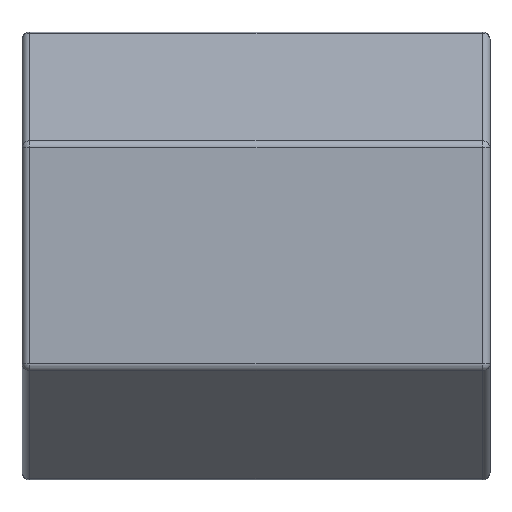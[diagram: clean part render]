
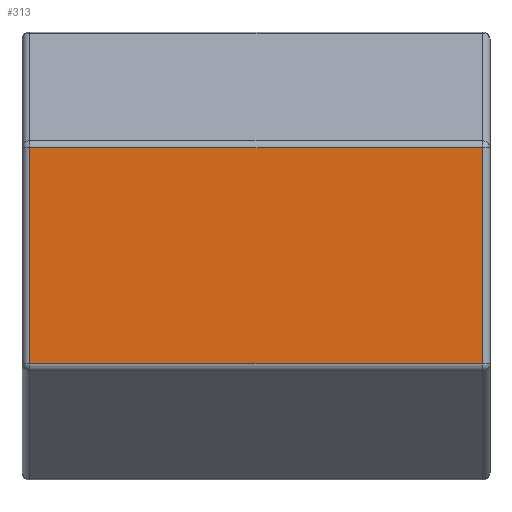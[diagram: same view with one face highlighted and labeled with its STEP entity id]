
A CAD part, top view. The second image highlights one B-rep face of the part: STEP entity #313.
In plain terms, the highlighted planar face has unit normal (0, 0, 1).
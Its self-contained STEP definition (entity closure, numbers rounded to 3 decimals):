
#43 = LINE ( 'NONE', #529, #512 ) ;
#81 = CARTESIAN_POINT ( 'NONE',  ( 6., 1.443, 2.5 ) ) ;
#163 = EDGE_CURVE ( 'NONE', #334, #950, #43, .T. ) ;
#200 = VECTOR ( 'NONE', #832, 1000. ) ;
#209 = CARTESIAN_POINT ( 'NONE',  ( 0.1, 1.386, 2.5 ) ) ;
#256 = CARTESIAN_POINT ( 'NONE',  ( 5.9, -1.386, 2.5 ) ) ;
#296 = ORIENTED_EDGE ( 'NONE', *, *, #554, .T. ) ;
#313 = ADVANCED_FACE ( 'NONE', ( #1204 ), #1038, .F. ) ;
#334 = VERTEX_POINT ( 'NONE', #256 ) ;
#512 = VECTOR ( 'NONE', #591, 1000. ) ;
#528 = ORIENTED_EDGE ( 'NONE', *, *, #163, .T. ) ;
#529 = CARTESIAN_POINT ( 'NONE',  ( 5.9, 1.443, 2.5 ) ) ;
#554 = EDGE_CURVE ( 'NONE', #705, #334, #1229, .T. ) ;
#591 = DIRECTION ( 'NONE',  ( 0., 1., 0. ) ) ;
#593 = CARTESIAN_POINT ( 'NONE',  ( 6., 1.386, 2.5 ) ) ;
#620 = EDGE_LOOP ( 'NONE', ( #876, #296, #528, #828 ) ) ;
#698 = DIRECTION ( 'NONE',  ( 0., 0., -1. ) ) ;
#704 = LINE ( 'NONE', #593, #1159 ) ;
#705 = VERTEX_POINT ( 'NONE', #1236 ) ;
#719 = DIRECTION ( 'NONE',  ( -1., 0., 0. ) ) ;
#769 = LINE ( 'NONE', #806, #1193 ) ;
#806 = CARTESIAN_POINT ( 'NONE',  ( 0.1, 1.443, 2.5 ) ) ;
#828 = ORIENTED_EDGE ( 'NONE', *, *, #1219, .T. ) ;
#832 = DIRECTION ( 'NONE',  ( 1., 0., 0. ) ) ;
#876 = ORIENTED_EDGE ( 'NONE', *, *, #1162, .T. ) ;
#916 = DIRECTION ( 'NONE',  ( 0., -1., 0. ) ) ;
#923 = VERTEX_POINT ( 'NONE', #209 ) ;
#950 = VERTEX_POINT ( 'NONE', #982 ) ;
#982 = CARTESIAN_POINT ( 'NONE',  ( 5.9, 1.386, 2.5 ) ) ;
#1036 = DIRECTION ( 'NONE',  ( -1., 0., 0. ) ) ;
#1038 = PLANE ( 'NONE',  #1178 ) ;
#1159 = VECTOR ( 'NONE', #719, 1000. ) ;
#1162 = EDGE_CURVE ( 'NONE', #923, #705, #769, .T. ) ;
#1172 = CARTESIAN_POINT ( 'NONE',  ( 6., -1.386, 2.5 ) ) ;
#1178 = AXIS2_PLACEMENT_3D ( 'NONE', #81, #698, #1036 ) ;
#1193 = VECTOR ( 'NONE', #916, 1000. ) ;
#1204 = FACE_OUTER_BOUND ( 'NONE', #620, .T. ) ;
#1219 = EDGE_CURVE ( 'NONE', #950, #923, #704, .T. ) ;
#1229 = LINE ( 'NONE', #1172, #200 ) ;
#1236 = CARTESIAN_POINT ( 'NONE',  ( 0.1, -1.386, 2.5 ) ) ;
